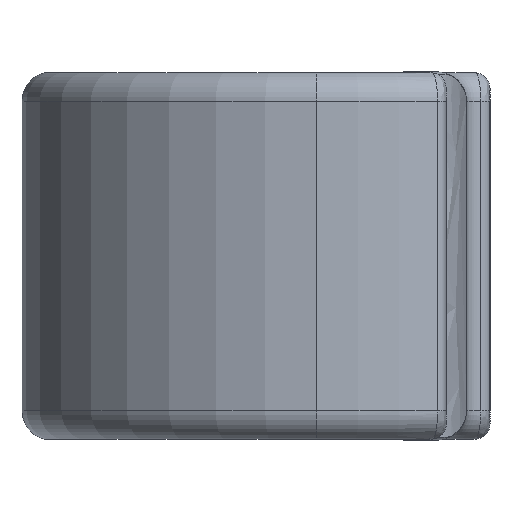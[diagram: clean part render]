
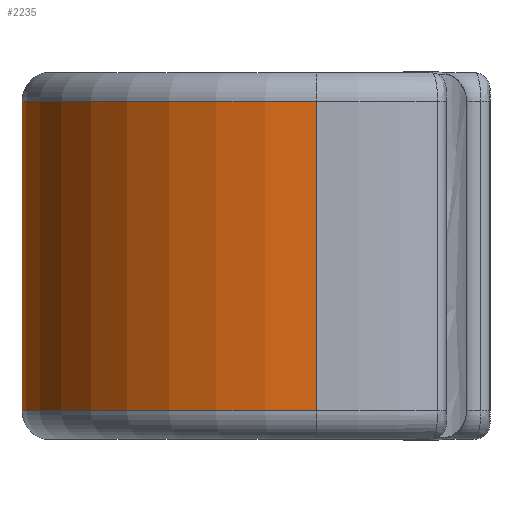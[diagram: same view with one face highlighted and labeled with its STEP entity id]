
A CAD part, left-side view. The second image highlights one B-rep face of the part: STEP entity #2235.
In plain terms, the highlighted cylindrical face has radius 20 mm (diameter 40 mm), a partial arc.
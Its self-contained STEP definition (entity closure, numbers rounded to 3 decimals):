
#25 = DIRECTION ( 'NONE',  ( -1., 0., 0. ) ) ;
#29 = AXIS2_PLACEMENT_3D ( 'NONE', #1183, #1781, #25 ) ;
#37 = EDGE_CURVE ( 'NONE', #1462, #1960, #86, .T. ) ;
#51 = ORIENTED_EDGE ( 'NONE', *, *, #37, .T. ) ;
#86 = LINE ( 'NONE', #2037, #1066 ) ;
#135 = EDGE_CURVE ( 'NONE', #1960, #184, #1320, .T. ) ;
#184 = VERTEX_POINT ( 'NONE', #832 ) ;
#187 = CARTESIAN_POINT ( 'NONE',  ( 32.097, 10.187, 25. ) ) ;
#210 = DIRECTION ( 'NONE',  ( -1., 0., 0. ) ) ;
#340 = EDGE_CURVE ( 'NONE', #1664, #1462, #956, .T. ) ;
#349 = DIRECTION ( 'NONE',  ( -1., 0., 0. ) ) ;
#385 = DIRECTION ( 'NONE',  ( 0., 0., -1. ) ) ;
#386 = DIRECTION ( 'NONE',  ( 0., 0., -1. ) ) ;
#688 = EDGE_LOOP ( 'NONE', ( #2156, #51, #861, #1865 ) ) ;
#777 = DIRECTION ( 'NONE',  ( 0., 0., -1. ) ) ;
#832 = CARTESIAN_POINT ( 'NONE',  ( 12.097, 10.187, 2. ) ) ;
#861 = ORIENTED_EDGE ( 'NONE', *, *, #135, .T. ) ;
#873 = CARTESIAN_POINT ( 'NONE',  ( 12.097, 10.187, 25. ) ) ;
#956 = CIRCLE ( 'NONE', #2248, 20. ) ;
#1034 = FACE_OUTER_BOUND ( 'NONE', #688, .T. ) ;
#1066 = VECTOR ( 'NONE', #777, 1000. ) ;
#1090 = CARTESIAN_POINT ( 'NONE',  ( 52.097, 10.187, 23. ) ) ;
#1134 = AXIS2_PLACEMENT_3D ( 'NONE', #187, #1746, #349 ) ;
#1183 = CARTESIAN_POINT ( 'NONE',  ( 32.097, 10.187, 2. ) ) ;
#1216 = LINE ( 'NONE', #873, #2242 ) ;
#1320 = CIRCLE ( 'NONE', #29, 20. ) ;
#1422 = CARTESIAN_POINT ( 'NONE',  ( 32.097, 10.187, 23. ) ) ;
#1462 = VERTEX_POINT ( 'NONE', #1090 ) ;
#1664 = VERTEX_POINT ( 'NONE', #1727 ) ;
#1727 = CARTESIAN_POINT ( 'NONE',  ( 12.097, 10.187, 23. ) ) ;
#1746 = DIRECTION ( 'NONE',  ( 0., 0., -1. ) ) ;
#1781 = DIRECTION ( 'NONE',  ( 0., 0., 1. ) ) ;
#1865 = ORIENTED_EDGE ( 'NONE', *, *, #2255, .F. ) ;
#1941 = CYLINDRICAL_SURFACE ( 'NONE', #1134, 20. ) ;
#1960 = VERTEX_POINT ( 'NONE', #2077 ) ;
#2037 = CARTESIAN_POINT ( 'NONE',  ( 52.097, 10.187, 25. ) ) ;
#2077 = CARTESIAN_POINT ( 'NONE',  ( 52.097, 10.187, 2. ) ) ;
#2156 = ORIENTED_EDGE ( 'NONE', *, *, #340, .T. ) ;
#2235 = ADVANCED_FACE ( 'NONE', ( #1034 ), #1941, .T. ) ;
#2242 = VECTOR ( 'NONE', #386, 1000. ) ;
#2248 = AXIS2_PLACEMENT_3D ( 'NONE', #1422, #385, #210 ) ;
#2255 = EDGE_CURVE ( 'NONE', #1664, #184, #1216, .T. ) ;
